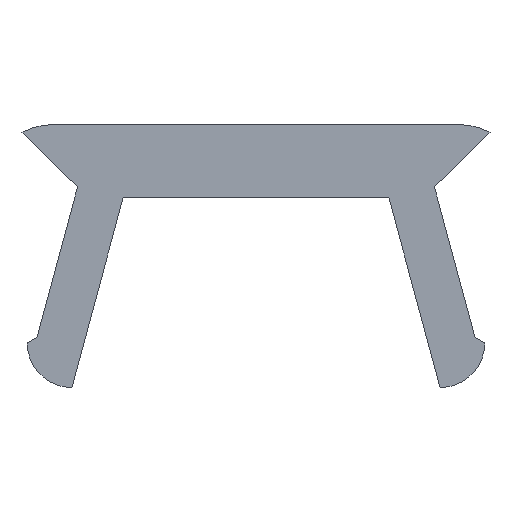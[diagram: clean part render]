
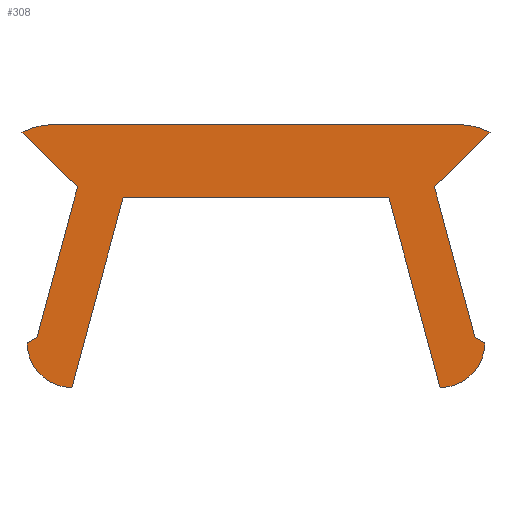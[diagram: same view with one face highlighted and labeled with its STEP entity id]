
A CAD part, front view. The second image highlights one B-rep face of the part: STEP entity #308.
In plain terms, the highlighted planar face has unit normal (0, -1, 0).
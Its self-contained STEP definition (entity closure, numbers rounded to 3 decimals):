
#15=CIRCLE('',#326,0.86);
#17=CIRCLE('',#332,0.86);
#19=CIRCLE('',#338,1.377);
#21=CIRCLE('',#342,1.377);
#42=FACE_OUTER_BOUND('',#58,.T.);
#58=EDGE_LOOP('',(#267,#268,#269,#270,#271,#272,#273,#274,#275,#276,#277,
#278,#279,#280));
#59=LINE('',#435,#93);
#63=LINE('',#443,#97);
#67=LINE('',#455,#101);
#70=LINE('',#461,#104);
#73=LINE('',#467,#107);
#77=LINE('',#479,#111);
#80=LINE('',#485,#114);
#83=LINE('',#491,#117);
#87=LINE('',#503,#121);
#91=LINE('',#514,#125);
#93=VECTOR('',#351,10.);
#97=VECTOR('',#357,10.);
#101=VECTOR('',#369,10.);
#104=VECTOR('',#374,10.);
#107=VECTOR('',#379,10.);
#111=VECTOR('',#391,10.);
#114=VECTOR('',#396,10.);
#117=VECTOR('',#401,10.);
#121=VECTOR('',#413,10.);
#125=VECTOR('',#425,10.);
#127=VERTEX_POINT('',#433);
#128=VERTEX_POINT('',#434);
#131=VERTEX_POINT('',#442);
#133=VERTEX_POINT('',#448);
#135=VERTEX_POINT('',#454);
#137=VERTEX_POINT('',#460);
#139=VERTEX_POINT('',#466);
#141=VERTEX_POINT('',#472);
#143=VERTEX_POINT('',#478);
#145=VERTEX_POINT('',#484);
#147=VERTEX_POINT('',#490);
#149=VERTEX_POINT('',#496);
#151=VERTEX_POINT('',#502);
#153=VERTEX_POINT('',#508);
#155=EDGE_CURVE('',#127,#128,#59,.T.);
#159=EDGE_CURVE('',#128,#131,#63,.T.);
#162=EDGE_CURVE('',#133,#131,#15,.T.);
#165=EDGE_CURVE('',#135,#133,#67,.T.);
#168=EDGE_CURVE('',#135,#137,#70,.T.);
#171=EDGE_CURVE('',#137,#139,#73,.T.);
#174=EDGE_CURVE('',#141,#139,#17,.T.);
#177=EDGE_CURVE('',#143,#141,#77,.T.);
#180=EDGE_CURVE('',#145,#143,#80,.T.);
#183=EDGE_CURVE('',#147,#145,#83,.T.);
#186=EDGE_CURVE('',#149,#147,#19,.T.);
#189=EDGE_CURVE('',#149,#151,#87,.T.);
#192=EDGE_CURVE('',#153,#151,#21,.T.);
#195=EDGE_CURVE('',#153,#127,#91,.T.);
#267=ORIENTED_EDGE('',*,*,#195,.T.);
#268=ORIENTED_EDGE('',*,*,#155,.T.);
#269=ORIENTED_EDGE('',*,*,#159,.T.);
#270=ORIENTED_EDGE('',*,*,#162,.F.);
#271=ORIENTED_EDGE('',*,*,#165,.F.);
#272=ORIENTED_EDGE('',*,*,#168,.T.);
#273=ORIENTED_EDGE('',*,*,#171,.T.);
#274=ORIENTED_EDGE('',*,*,#174,.F.);
#275=ORIENTED_EDGE('',*,*,#177,.F.);
#276=ORIENTED_EDGE('',*,*,#180,.F.);
#277=ORIENTED_EDGE('',*,*,#183,.F.);
#278=ORIENTED_EDGE('',*,*,#186,.F.);
#279=ORIENTED_EDGE('',*,*,#189,.T.);
#280=ORIENTED_EDGE('',*,*,#192,.F.);
#292=PLANE('',#346);
#308=ADVANCED_FACE('',(#42),#292,.F.);
#326=AXIS2_PLACEMENT_3D('',#449,#362,#363);
#332=AXIS2_PLACEMENT_3D('',#473,#384,#385);
#338=AXIS2_PLACEMENT_3D('',#497,#406,#407);
#342=AXIS2_PLACEMENT_3D('',#509,#418,#419);
#346=AXIS2_PLACEMENT_3D('',#517,#429,#430);
#351=DIRECTION('',(-0.261,0.,-0.965));
#357=DIRECTION('',(-0.88,0.,-0.475));
#362=DIRECTION('center_axis',(0.,1.,0.));
#363=DIRECTION('ref_axis',(0.,0.,-1.));
#369=DIRECTION('',(-0.261,0.,-0.965));
#374=DIRECTION('',(1.,0.,0.));
#379=DIRECTION('',(0.261,0.,-0.965));
#384=DIRECTION('center_axis',(0.,1.,0.));
#385=DIRECTION('ref_axis',(1.,0.,0.));
#391=DIRECTION('',(0.88,0.,-0.475));
#396=DIRECTION('',(0.261,0.,-0.965));
#401=DIRECTION('',(-0.713,0.,-0.702));
#406=DIRECTION('center_axis',(0.,1.,0.));
#407=DIRECTION('ref_axis',(0.,0.,1.));
#413=DIRECTION('',(-1.,0.,0.));
#418=DIRECTION('center_axis',(0.,1.,0.));
#419=DIRECTION('ref_axis',(-0.454,0.,0.891));
#425=DIRECTION('',(0.713,0.,-0.702));
#429=DIRECTION('center_axis',(0.,1.,0.));
#430=DIRECTION('ref_axis',(1.,0.,0.));
#433=CARTESIAN_POINT('',(-3.431,0.,3.858));
#434=CARTESIAN_POINT('',(-4.213,0.,0.961));
#435=CARTESIAN_POINT('',(-3.431,0.,3.858));
#442=CARTESIAN_POINT('',(-4.4,0.,0.86));
#443=CARTESIAN_POINT('',(-4.213,0.,0.961));
#448=CARTESIAN_POINT('',(-3.54,0.,0.));
#449=CARTESIAN_POINT('Origin',(-3.54,0.,0.86));
#454=CARTESIAN_POINT('',(-2.555,0.,3.65));
#455=CARTESIAN_POINT('',(-2.555,0.,3.65));
#460=CARTESIAN_POINT('',(2.555,0.,3.65));
#461=CARTESIAN_POINT('',(0.,0.,3.65));
#466=CARTESIAN_POINT('',(3.54,0.,0.));
#467=CARTESIAN_POINT('',(2.555,0.,3.65));
#472=CARTESIAN_POINT('',(4.4,0.,0.86));
#473=CARTESIAN_POINT('Origin',(3.54,0.,0.86));
#478=CARTESIAN_POINT('',(4.213,0.,0.961));
#479=CARTESIAN_POINT('',(4.213,0.,0.961));
#484=CARTESIAN_POINT('',(3.431,0.,3.858));
#485=CARTESIAN_POINT('',(3.431,0.,3.858));
#490=CARTESIAN_POINT('',(4.5,0.,4.91));
#491=CARTESIAN_POINT('',(4.5,0.,4.91));
#496=CARTESIAN_POINT('',(3.875,0.,5.06));
#497=CARTESIAN_POINT('Origin',(3.875,0.,3.683));
#502=CARTESIAN_POINT('',(-3.875,0.,5.06));
#503=CARTESIAN_POINT('',(0.,0.,5.06));
#508=CARTESIAN_POINT('',(-4.5,0.,4.91));
#509=CARTESIAN_POINT('Origin',(-3.875,0.,3.683));
#514=CARTESIAN_POINT('',(-4.5,0.,4.91));
#517=CARTESIAN_POINT('Origin',(0.,0.,2.53));
